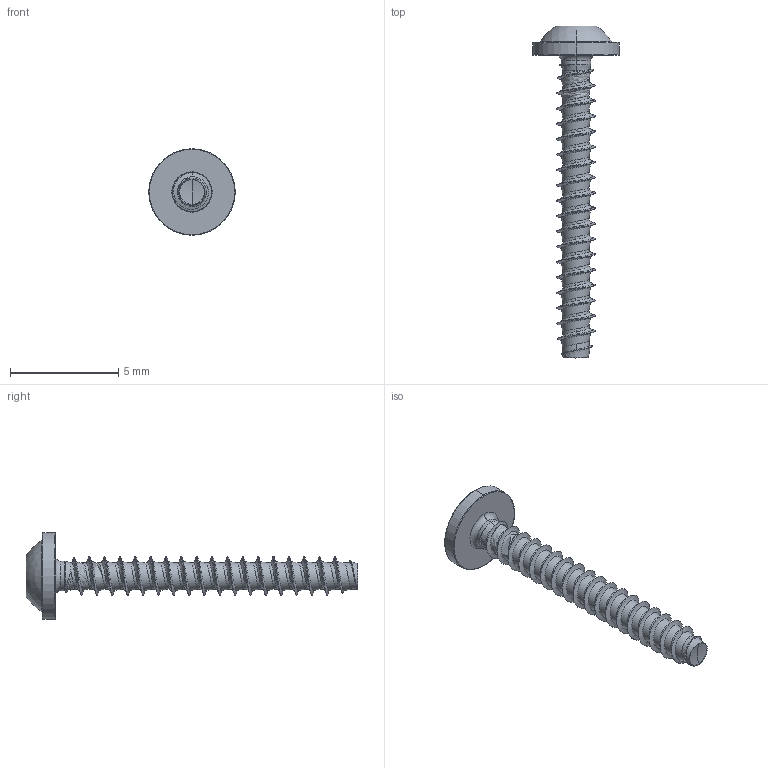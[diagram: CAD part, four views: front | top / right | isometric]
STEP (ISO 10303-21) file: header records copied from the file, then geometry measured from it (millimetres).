
FILE_DESCRIPTION (( 'STEP AP203' ), '1' );
FILE_NAME ('STP380180140.STEP', '2017-08-15T17:15:17', ( '' ), ( '' ), 'SwSTEP 2.0', 'SolidWorks 2015', '' );
FILE_SCHEMA (( 'CONFIG_CONTROL_DESIGN' ));
Length unit declared in the file: millimetre
Products named in the file (1): STP380180140
Bounding box: 4 x 15.35 x 4 mm (x, y, z)
Volume: 30.2 mm3; surface area: 129.2 mm2
Topology: 1 solids, 1 shells, 123 faces, 312 edges, 192 vertices
Faces by surface type: cylinder 63, bspline 35, cone 10, torus 8, sphere 4, plane 3
Entity records: 21279 total; most frequent: CARTESIAN_POINT 18706, ORIENTED_EDGE 620, DIRECTION 391, EDGE_CURVE 310, VERTEX_POINT 192, AXIS2_PLACEMENT_3D 157, B_SPLINE_CURVE_WITH_KNOTS 127, EDGE_LOOP 126
